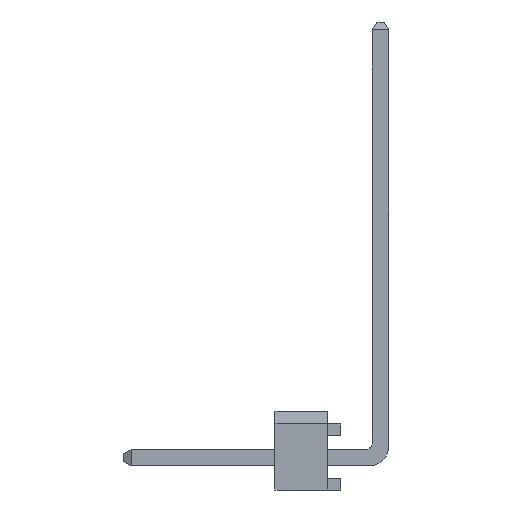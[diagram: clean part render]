
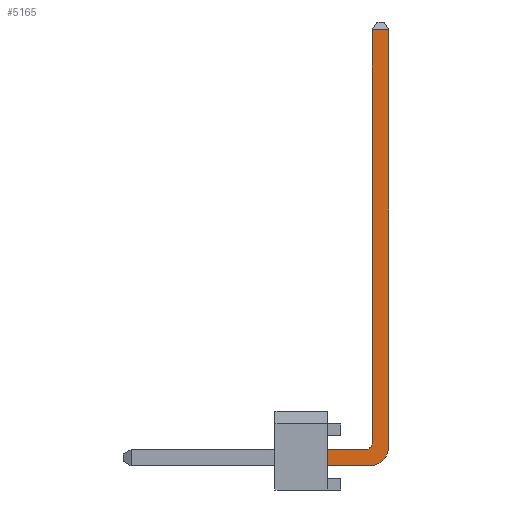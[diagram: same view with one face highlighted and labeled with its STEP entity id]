
A CAD part, left-side view. The second image highlights one B-rep face of the part: STEP entity #5165.
In plain terms, the highlighted planar face has unit normal (-1, 0, 0).
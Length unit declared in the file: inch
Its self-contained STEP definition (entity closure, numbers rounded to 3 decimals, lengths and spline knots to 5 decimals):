
#43=CIRCLE('',#5492,0.01);
#44=CIRCLE('',#5493,0.03);
#129=ORIENTED_EDGE('',*,*,#1615,.F.);
#130=ORIENTED_EDGE('',*,*,#1616,.F.);
#131=ORIENTED_EDGE('',*,*,#1617,.T.);
#132=ORIENTED_EDGE('',*,*,#1618,.F.);
#133=ORIENTED_EDGE('',*,*,#1619,.F.);
#134=ORIENTED_EDGE('',*,*,#1620,.F.);
#135=ORIENTED_EDGE('',*,*,#1621,.F.);
#136=ORIENTED_EDGE('',*,*,#1622,.F.);
#1615=EDGE_CURVE('',#2307,#2336,#2825,.T.);
#1616=EDGE_CURVE('',#2351,#2307,#2826,.T.);
#1617=EDGE_CURVE('',#2351,#2352,#43,.T.);
#1618=EDGE_CURVE('',#2353,#2352,#2827,.T.);
#1619=EDGE_CURVE('',#2354,#2353,#2828,.T.);
#1620=EDGE_CURVE('',#2355,#2354,#2829,.T.);
#1621=EDGE_CURVE('',#2356,#2355,#44,.T.);
#1622=EDGE_CURVE('',#2336,#2356,#2830,.T.);
#2307=VERTEX_POINT('',#7169);
#2336=VERTEX_POINT('',#7243);
#2351=VERTEX_POINT('',#7287);
#2352=VERTEX_POINT('',#7289);
#2353=VERTEX_POINT('',#7291);
#2354=VERTEX_POINT('',#7293);
#2355=VERTEX_POINT('',#7295);
#2356=VERTEX_POINT('',#7297);
#2825=LINE('',#7285,#3553);
#2826=LINE('',#7286,#3554);
#2827=LINE('',#7290,#3555);
#2828=LINE('',#7292,#3556);
#2829=LINE('',#7294,#3557);
#2830=LINE('',#7298,#3558);
#3553=VECTOR('',#5889,39.37008);
#3554=VECTOR('',#5890,39.37008);
#3555=VECTOR('',#5893,39.37008);
#3556=VECTOR('',#5894,39.37008);
#3557=VECTOR('',#5895,39.37008);
#3558=VECTOR('',#5898,39.37008);
#4241=EDGE_LOOP('',(#129,#130,#131,#132,#133,#134,#135,#136));
#4559=FACE_BOUND('',#4241,.T.);
#4877=PLANE('',#5491);
#5165=ADVANCED_FACE('',(#4559),#4877,.F.);
#5491=AXIS2_PLACEMENT_3D('',#7284,#5887,#5888);
#5492=AXIS2_PLACEMENT_3D('',#7288,#5891,#5892);
#5493=AXIS2_PLACEMENT_3D('',#7296,#5896,#5897);
#5887=DIRECTION('',(1.,0.,0.));
#5888=DIRECTION('',(0.,0.,-1.));
#5889=DIRECTION('',(0.,-1.,0.));
#5890=DIRECTION('',(0.,0.,1.));
#5891=DIRECTION('',(1.,0.,0.));
#5892=DIRECTION('',(0.,0.,-1.));
#5893=DIRECTION('',(0.,-1.,0.));
#5894=DIRECTION('',(0.,0.,1.));
#5895=DIRECTION('',(0.,1.,0.));
#5896=DIRECTION('',(1.,0.,0.));
#5897=DIRECTION('',(0.,0.,-1.));
#5898=DIRECTION('',(0.,0.,-1.));
#7169=CARTESIAN_POINT('',(-0.2125,0.0125,0.648));
#7243=CARTESIAN_POINT('',(-0.2125,-0.0125,0.648));
#7284=CARTESIAN_POINT('',(-0.2125,0.0175,0.0175));
#7285=CARTESIAN_POINT('',(-0.2125,0.2,0.648));
#7286=CARTESIAN_POINT('',(-0.2125,0.0125,0.0225));
#7287=CARTESIAN_POINT('',(-0.2125,0.0125,0.0225));
#7288=CARTESIAN_POINT('',(-0.2125,0.0225,0.0225));
#7289=CARTESIAN_POINT('',(-0.2125,0.0225,0.0125));
#7290=CARTESIAN_POINT('',(-0.2125,0.378,0.0125));
#7291=CARTESIAN_POINT('',(-0.2125,0.11,0.0125));
#7292=CARTESIAN_POINT('',(-0.2125,0.11,0.0175));
#7293=CARTESIAN_POINT('',(-0.2125,0.11,-0.0125));
#7294=CARTESIAN_POINT('',(-0.2125,0.0175,-0.0125));
#7295=CARTESIAN_POINT('',(-0.2125,0.0175,-0.0125));
#7296=CARTESIAN_POINT('',(-0.2125,0.0175,0.0175));
#7297=CARTESIAN_POINT('',(-0.2125,-0.0125,0.0175));
#7298=CARTESIAN_POINT('',(-0.2125,-0.0125,0.648));
